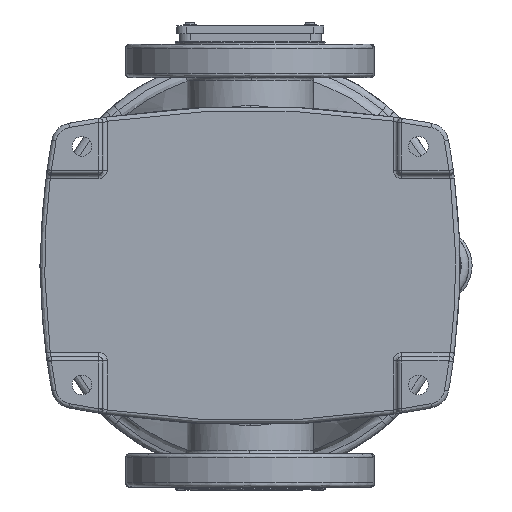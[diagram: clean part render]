
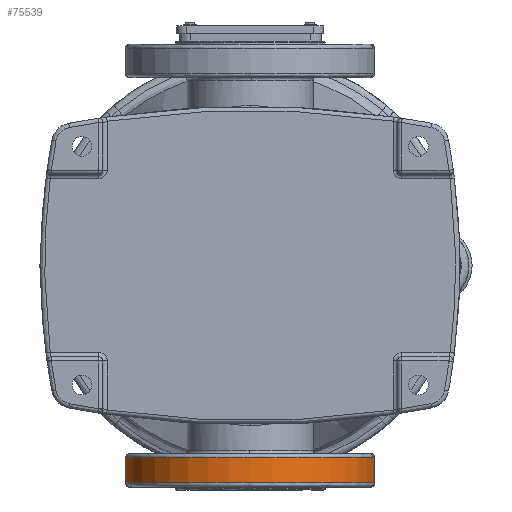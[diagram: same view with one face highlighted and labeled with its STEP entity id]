
A CAD part, front view. The second image highlights one B-rep face of the part: STEP entity #75539.
In plain terms, the highlighted cylindrical face has radius 88.9 mm (diameter 177.8 mm), a partial arc.
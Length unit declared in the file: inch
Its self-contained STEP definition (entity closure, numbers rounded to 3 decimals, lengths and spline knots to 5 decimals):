
#2974 = CIRCLE ( 'NONE', #7529, 3.5 ) ;
#6184 = DIRECTION ( 'NONE',  ( 0., 0., -1. ) ) ;
#7529 = AXIS2_PLACEMENT_3D ( 'NONE', #29547, #64813, #6184 ) ;
#10946 = CARTESIAN_POINT ( 'NONE',  ( 6.10236, -0.55118, 0. ) ) ;
#11816 = VERTEX_POINT ( 'NONE', #59999 ) ;
#14446 = EDGE_CURVE ( 'NONE', #54856, #11816, #84894, .T. ) ;
#16865 = EDGE_CURVE ( 'NONE', #85060, #11816, #20774, .T. ) ;
#20774 = LINE ( 'NONE', #85641, #50659 ) ;
#23577 = CARTESIAN_POINT ( 'NONE',  ( -6.29925, -0.55118, 0. ) ) ;
#24038 = DIRECTION ( 'NONE',  ( 0., 0., -1. ) ) ;
#29547 = CARTESIAN_POINT ( 'NONE',  ( 5.3937, -0.55118, 0. ) ) ;
#30259 = CYLINDRICAL_SURFACE ( 'NONE', #67337, 3.5 ) ;
#34634 = AXIS2_PLACEMENT_3D ( 'NONE', #10946, #53831, #39536 ) ;
#35532 = DIRECTION ( 'NONE',  ( 1., 0., 0. ) ) ;
#35665 = EDGE_CURVE ( 'NONE', #82521, #54856, #67885, .T. ) ;
#39536 = DIRECTION ( 'NONE',  ( 0., 0., -1. ) ) ;
#39760 = CARTESIAN_POINT ( 'NONE',  ( -6.29925, -0.55118, -3.5 ) ) ;
#40015 = ORIENTED_EDGE ( 'NONE', *, *, #16865, .F. ) ;
#40108 = CARTESIAN_POINT ( 'NONE',  ( 5.3937, -0.55118, 3.5 ) ) ;
#47792 = CARTESIAN_POINT ( 'NONE',  ( 5.3937, -0.55118, -3.5 ) ) ;
#49832 = EDGE_CURVE ( 'NONE', #82521, #85060, #2974, .T. ) ;
#50659 = VECTOR ( 'NONE', #35532, 39.37008 ) ;
#53330 = ORIENTED_EDGE ( 'NONE', *, *, #14446, .T. ) ;
#53551 = EDGE_LOOP ( 'NONE', ( #40015, #80706, #77190, #53330 ) ) ;
#53831 = DIRECTION ( 'NONE',  ( -1., 0., 0. ) ) ;
#54856 = VERTEX_POINT ( 'NONE', #79161 ) ;
#59999 = CARTESIAN_POINT ( 'NONE',  ( 6.10236, -0.55118, 3.5 ) ) ;
#63971 = VECTOR ( 'NONE', #84129, 39.37008 ) ;
#64813 = DIRECTION ( 'NONE',  ( -1., 0., 0. ) ) ;
#67337 = AXIS2_PLACEMENT_3D ( 'NONE', #23577, #82218, #24038 ) ;
#67885 = LINE ( 'NONE', #39760, #63971 ) ;
#73634 = FACE_OUTER_BOUND ( 'NONE', #53551, .T. ) ;
#75539 = ADVANCED_FACE ( 'NONE', ( #73634 ), #30259, .T. ) ;
#77190 = ORIENTED_EDGE ( 'NONE', *, *, #35665, .T. ) ;
#79161 = CARTESIAN_POINT ( 'NONE',  ( 6.10236, -0.55118, -3.5 ) ) ;
#80706 = ORIENTED_EDGE ( 'NONE', *, *, #49832, .F. ) ;
#82218 = DIRECTION ( 'NONE',  ( 1., 0., 0. ) ) ;
#82521 = VERTEX_POINT ( 'NONE', #47792 ) ;
#84129 = DIRECTION ( 'NONE',  ( 1., 0., 0. ) ) ;
#84894 = CIRCLE ( 'NONE', #34634, 3.5 ) ;
#85060 = VERTEX_POINT ( 'NONE', #40108 ) ;
#85641 = CARTESIAN_POINT ( 'NONE',  ( -6.29925, -0.55118, 3.5 ) ) ;
